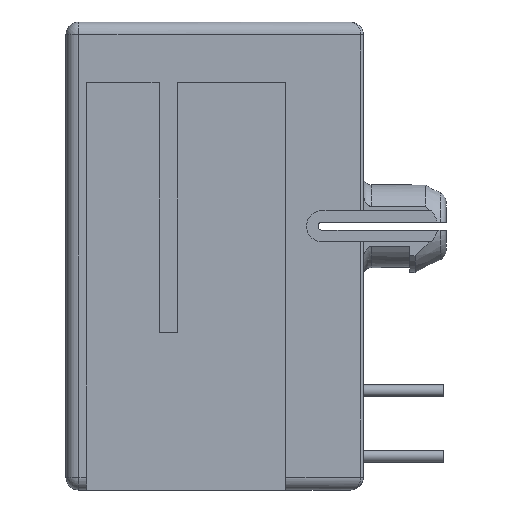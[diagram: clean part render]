
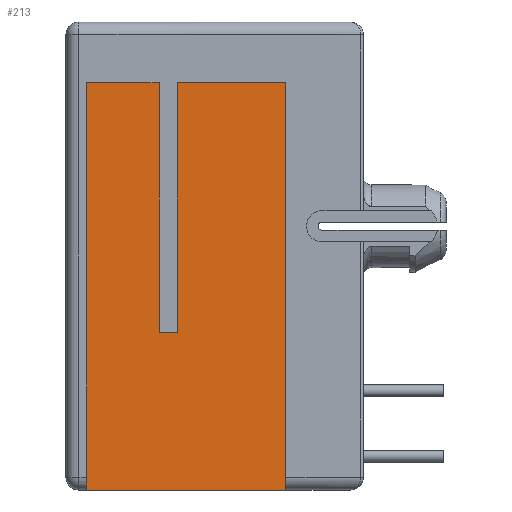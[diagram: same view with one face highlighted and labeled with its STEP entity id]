
A CAD part, left-side view. The second image highlights one B-rep face of the part: STEP entity #213.
In plain terms, the highlighted planar face has unit normal (-1, 0, 0).
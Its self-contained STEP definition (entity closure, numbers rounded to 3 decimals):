
#213=ADVANCED_FACE('',(#717),#718,.T.);
#717=FACE_OUTER_BOUND('',#1565,.T.);
#718=PLANE('',#1566);
#1565=EDGE_LOOP('',(#3417,#3418,#3419,#3420,#3421,#3422,#3423,#3424));
#1566=AXIS2_PLACEMENT_3D('',#3425,#3426,#3427);
#3417=ORIENTED_EDGE('',*,*,#5190,.T.);
#3418=ORIENTED_EDGE('',*,*,#5191,.T.);
#3419=ORIENTED_EDGE('',*,*,#5192,.T.);
#3420=ORIENTED_EDGE('',*,*,#5193,.T.);
#3421=ORIENTED_EDGE('',*,*,#5194,.T.);
#3422=ORIENTED_EDGE('',*,*,#5195,.T.);
#3423=ORIENTED_EDGE('',*,*,#5018,.F.);
#3424=ORIENTED_EDGE('',*,*,#5189,.T.);
#3425=CARTESIAN_POINT('',(-5.725,0.0,0.0));
#3426=DIRECTION('',(-1.0,0.0,0.0));
#3427=DIRECTION('',(0.0,0.0,1.0));
#5018=EDGE_CURVE('',#6269,#6271,#6272,.T.);
#5189=EDGE_CURVE('',#6269,#6542,#6544,.T.);
#5190=EDGE_CURVE('',#6542,#6545,#6546,.T.);
#5191=EDGE_CURVE('',#6545,#6547,#6548,.T.);
#5192=EDGE_CURVE('',#6547,#6549,#6550,.T.);
#5193=EDGE_CURVE('',#6549,#6551,#6552,.T.);
#5194=EDGE_CURVE('',#6551,#6553,#6554,.T.);
#5195=EDGE_CURVE('',#6553,#6271,#6555,.T.);
#6269=VERTEX_POINT('',#8773);
#6271=VERTEX_POINT('',#8776);
#6272=LINE('',#8777,#8778);
#6542=VERTEX_POINT('',#9409);
#6544=LINE('',#9412,#9413);
#6545=VERTEX_POINT('',#9414);
#6546=LINE('',#9415,#9416);
#6547=VERTEX_POINT('',#9417);
#6548=LINE('',#9418,#9419);
#6549=VERTEX_POINT('',#9420);
#6550=LINE('',#9421,#9422);
#6551=VERTEX_POINT('',#9423);
#6552=LINE('',#9424,#9425);
#6553=VERTEX_POINT('',#9426);
#6554=LINE('',#9427,#9428);
#6555=LINE('',#9429,#9430);
#8773=CARTESIAN_POINT('',(-5.725,-2.75,-18.1));
#8776=CARTESIAN_POINT('',(-5.725,4.95,-18.1));
#8777=CARTESIAN_POINT('',(-5.725,-2.75,-18.1));
#8778=VECTOR('',#10409,7.7);
#9409=CARTESIAN_POINT('',(-5.725,-2.75,-2.35));
#9412=CARTESIAN_POINT('',(-5.725,-2.75,-18.1));
#9413=VECTOR('',#10604,15.75);
#9414=CARTESIAN_POINT('',(-5.725,1.45,-2.35));
#9415=CARTESIAN_POINT('',(-5.725,-2.75,-2.35));
#9416=VECTOR('',#10605,4.2);
#9417=CARTESIAN_POINT('',(-5.725,1.45,-12.0));
#9418=CARTESIAN_POINT('',(-5.725,1.45,-2.35));
#9419=VECTOR('',#10606,9.65);
#9420=CARTESIAN_POINT('',(-5.725,2.15,-12.0));
#9421=CARTESIAN_POINT('',(-5.725,1.45,-12.0));
#9422=VECTOR('',#10607,0.7);
#9423=CARTESIAN_POINT('',(-5.725,2.15,-2.35));
#9424=CARTESIAN_POINT('',(-5.725,2.15,-12.0));
#9425=VECTOR('',#10608,9.65);
#9426=CARTESIAN_POINT('',(-5.725,4.95,-2.35));
#9427=CARTESIAN_POINT('',(-5.725,2.15,-2.35));
#9428=VECTOR('',#10609,2.8);
#9429=CARTESIAN_POINT('',(-5.725,4.95,-2.35));
#9430=VECTOR('',#10610,15.75);
#10409=DIRECTION('',(0.0,1.0,0.0));
#10604=DIRECTION('',(0.0,0.0,1.0));
#10605=DIRECTION('',(0.0,1.0,0.0));
#10606=DIRECTION('',(0.0,0.0,-1.0));
#10607=DIRECTION('',(0.0,1.0,0.0));
#10608=DIRECTION('',(0.0,0.0,1.0));
#10609=DIRECTION('',(0.0,1.0,0.0));
#10610=DIRECTION('',(0.0,0.0,-1.0));
